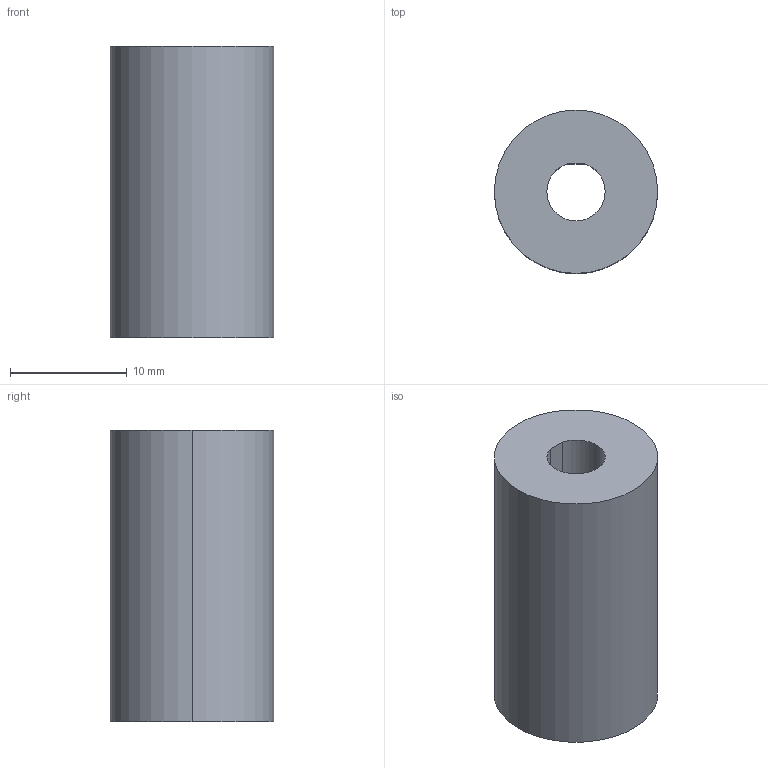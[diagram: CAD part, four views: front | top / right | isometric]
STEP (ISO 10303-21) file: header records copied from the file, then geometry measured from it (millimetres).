
FILE_DESCRIPTION (( 'STEP AP203' ), '1' );
FILE_NAME ('coupler_Default_sldprt.STEP', '2025-12-14T18:26:46', ( '' ), ( '' ), 'SwSTEP 2.0', 'SolidWorks 2025', '' );
FILE_SCHEMA (( 'CONFIG_CONTROL_DESIGN' ));
Length unit declared in the file: millimetre
Products named in the file (1): coupler_Default_sldprt
Bounding box: 14 x 14 x 25 mm (x, y, z)
Volume: 3229 mm3; surface area: 1808 mm2
Topology: 1 solids, 1 shells, 11 faces, 24 edges, 16 vertices
Faces by surface type: cylinder 7, plane 4
Entity records: 393 total; most frequent: DIRECTION 62, CARTESIAN_POINT 52, ORIENTED_EDGE 48, AXIS2_PLACEMENT_3D 26, EDGE_CURVE 24, VERTEX_POINT 16, CIRCLE 14, EDGE_LOOP 14
